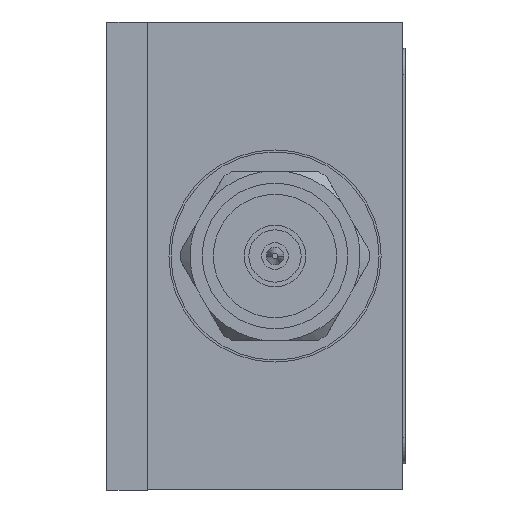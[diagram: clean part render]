
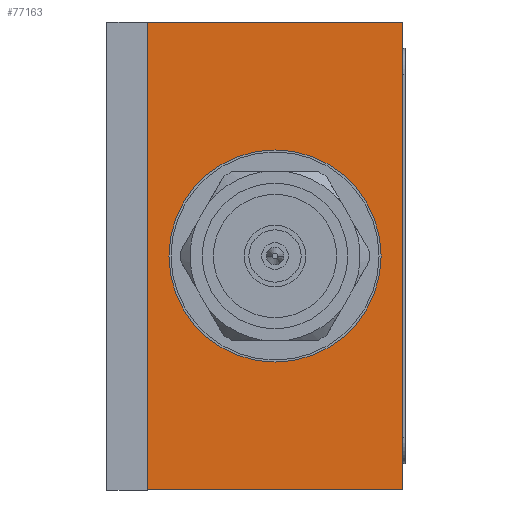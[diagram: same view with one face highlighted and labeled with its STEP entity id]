
A CAD part, left-side view. The second image highlights one B-rep face of the part: STEP entity #77163.
In plain terms, the highlighted face is planar.
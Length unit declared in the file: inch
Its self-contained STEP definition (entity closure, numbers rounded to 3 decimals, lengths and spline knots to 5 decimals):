
#263 = EDGE_LOOP ( 'NONE', ( #81804, #44186 ) ) ;
#1634 = DIRECTION ( 'NONE',  ( 0., 0., -1. ) ) ;
#2622 = DIRECTION ( 'NONE',  ( 0., 0., -1. ) ) ;
#6206 = DIRECTION ( 'NONE',  ( 0., 0., -1. ) ) ;
#6480 = AXIS2_PLACEMENT_3D ( 'NONE', #25657, #50352, #2622 ) ;
#8333 = CIRCLE ( 'NONE', #72541, 0.51 ) ;
#9109 = EDGE_CURVE ( 'NONE', #53994, #44257, #40174, .T. ) ;
#9963 = ORIENTED_EDGE ( 'NONE', *, *, #9109, .T. ) ;
#11107 = DIRECTION ( 'NONE',  ( 1., 0., 0. ) ) ;
#12078 = CARTESIAN_POINT ( 'NONE',  ( 5.02728, -1.72817, 0.615 ) ) ;
#13648 = VERTEX_POINT ( 'NONE', #39175 ) ;
#16630 = DIRECTION ( 'NONE',  ( 0., 1., 0. ) ) ;
#17253 = CARTESIAN_POINT ( 'NONE',  ( 5.02728, -2.85317, 1.23 ) ) ;
#19877 = VECTOR ( 'NONE', #16630, 39.37008 ) ;
#23039 = CARTESIAN_POINT ( 'NONE',  ( 5.02728, -0.60317, 1.23 ) ) ;
#24463 = VERTEX_POINT ( 'NONE', #26109 ) ;
#25657 = CARTESIAN_POINT ( 'NONE',  ( 5.02728, -1.72817, 0.615 ) ) ;
#26109 = CARTESIAN_POINT ( 'NONE',  ( 5.02728, -1.72817, 1.125 ) ) ;
#29864 = VERTEX_POINT ( 'NONE', #17253 ) ;
#30540 = CIRCLE ( 'NONE', #6480, 0.51 ) ;
#31688 = CARTESIAN_POINT ( 'NONE',  ( 5.02728, -0.60317, 1.23 ) ) ;
#36293 = LINE ( 'NONE', #67063, #52851 ) ;
#37152 = DIRECTION ( 'NONE',  ( 0., 1., 0. ) ) ;
#39175 = CARTESIAN_POINT ( 'NONE',  ( 5.02728, -0.60317, 1.23 ) ) ;
#39517 = CARTESIAN_POINT ( 'NONE',  ( 5.02728, -2.85317, 0. ) ) ;
#40174 = LINE ( 'NONE', #78511, #19877 ) ;
#42734 = DIRECTION ( 'NONE',  ( 0., 0., -1. ) ) ;
#43277 = CARTESIAN_POINT ( 'NONE',  ( 5.02728, -0.60317, 1.23 ) ) ;
#44186 = ORIENTED_EDGE ( 'NONE', *, *, #64834, .F. ) ;
#44257 = VERTEX_POINT ( 'NONE', #87475 ) ;
#44875 = AXIS2_PLACEMENT_3D ( 'NONE', #23039, #54285, #75435 ) ;
#45969 = VECTOR ( 'NONE', #37152, 39.37008 ) ;
#46199 = PLANE ( 'NONE',  #44875 ) ;
#50352 = DIRECTION ( 'NONE',  ( 1., 0., 0. ) ) ;
#52851 = VECTOR ( 'NONE', #6206, 39.37008 ) ;
#53994 = VERTEX_POINT ( 'NONE', #39517 ) ;
#54285 = DIRECTION ( 'NONE',  ( -1., 0., 0. ) ) ;
#60341 = FACE_OUTER_BOUND ( 'NONE', #84242, .T. ) ;
#60433 = EDGE_CURVE ( 'NONE', #29864, #13648, #60903, .T. ) ;
#60903 = LINE ( 'NONE', #43277, #45969 ) ;
#64428 = ORIENTED_EDGE ( 'NONE', *, *, #60433, .F. ) ;
#64834 = EDGE_CURVE ( 'NONE', #24463, #65976, #8333, .T. ) ;
#65976 = VERTEX_POINT ( 'NONE', #98516 ) ;
#67063 = CARTESIAN_POINT ( 'NONE',  ( 5.02728, -2.85317, 1.23 ) ) ;
#68060 = EDGE_CURVE ( 'NONE', #65976, #24463, #30540, .T. ) ;
#72541 = AXIS2_PLACEMENT_3D ( 'NONE', #12078, #11107, #42734 ) ;
#75435 = DIRECTION ( 'NONE',  ( 0., 0., 1. ) ) ;
#76869 = ORIENTED_EDGE ( 'NONE', *, *, #95341, .T. ) ;
#77163 = ADVANCED_FACE ( 'NONE', ( #90533, #60341 ), #46199, .F. ) ;
#78511 = CARTESIAN_POINT ( 'NONE',  ( 5.02728, -0.60317, 0. ) ) ;
#78557 = LINE ( 'NONE', #31688, #80306 ) ;
#80306 = VECTOR ( 'NONE', #1634, 39.37008 ) ;
#81804 = ORIENTED_EDGE ( 'NONE', *, *, #68060, .F. ) ;
#84242 = EDGE_LOOP ( 'NONE', ( #9963, #93445, #64428, #76869 ) ) ;
#87475 = CARTESIAN_POINT ( 'NONE',  ( 5.02728, -0.60317, 0. ) ) ;
#90533 = FACE_BOUND ( 'NONE', #263, .T. ) ;
#93445 = ORIENTED_EDGE ( 'NONE', *, *, #96204, .F. ) ;
#95341 = EDGE_CURVE ( 'NONE', #29864, #53994, #36293, .T. ) ;
#96204 = EDGE_CURVE ( 'NONE', #13648, #44257, #78557, .T. ) ;
#98516 = CARTESIAN_POINT ( 'NONE',  ( 5.02728, -1.72817, 0.105 ) ) ;
